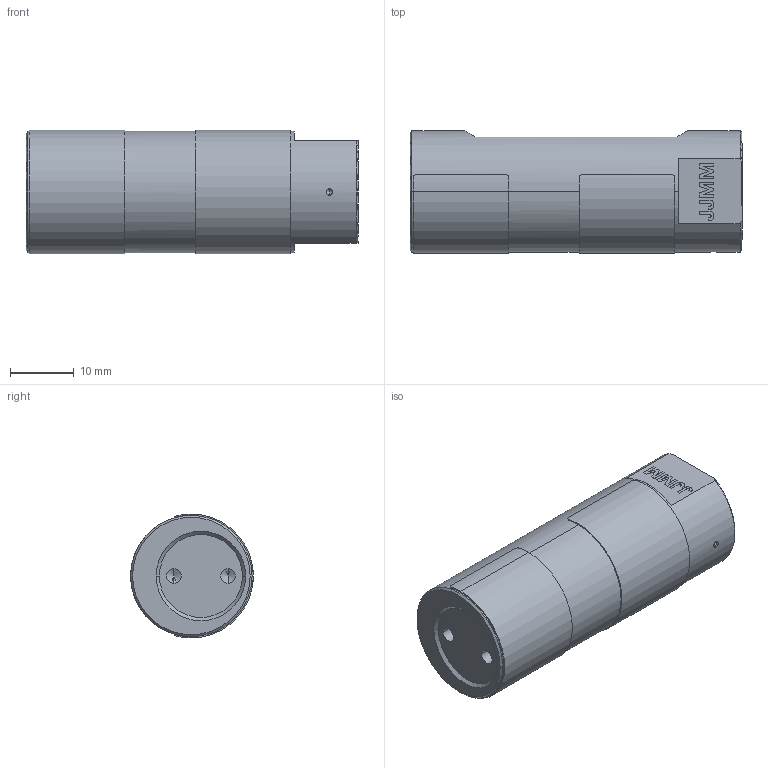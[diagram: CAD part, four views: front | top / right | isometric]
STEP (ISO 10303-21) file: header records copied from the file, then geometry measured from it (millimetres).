
FILE_DESCRIPTION (( 'STEP AP214' ), '1' );
FILE_NAME ('NTS 80 Kolbenvibrator #01908000.STEP', '2021-04-20T13:55:05', ( '' ), ( '' ), 'SwSTEP 2.0', 'SolidWorks 2015', '' );
FILE_SCHEMA (( 'AUTOMOTIVE_DESIGN' ));
Length unit declared in the file: millimetre
Products named in the file (1): NTS 80 Kolbenvibrator #01908000
Bounding box: 52 x 19.2 x 19.4 mm (x, y, z)
Volume: 14657.5 mm3; surface area: 8467.2 mm2
Topology: 7 solids, 7 shells, 225 faces, 565 edges, 355 vertices
Faces by surface type: plane 84, cylinder 58, cone 49, bspline 34
Entity records: 10087 total; most frequent: CARTESIAN_POINT 2357, ORIENTED_EDGE 1094, DIRECTION 1019, EDGE_CURVE 547, AXIS2_PLACEMENT_3D 364, VERTEX_POINT 355, VECTOR 291, LINE 291
